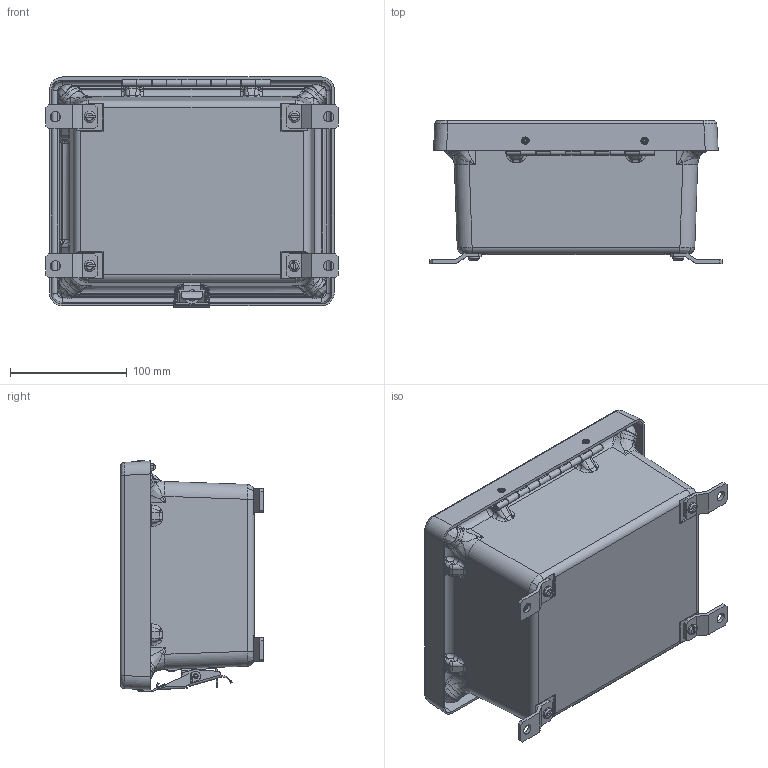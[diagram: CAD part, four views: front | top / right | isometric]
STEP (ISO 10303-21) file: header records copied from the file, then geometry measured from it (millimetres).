
FILE_DESCRIPTION (( 'STEP AP203' ), '1' );
FILE_NAME ('AM864L.step', '2014-04-09T12:24:58', ( 'admin' ), ( 'Microsoft' ), 'SwSTEP 2.0', 'SolidWorks 2014', '' );
FILE_SCHEMA (( 'CONFIG_CONTROL_DESIGN' ));
Length unit declared in the file: inch
Products named in the file (20): 621-06 hook316; 55-61812_92525A317; 621-05 Rivet (f)316; 60800 bottom leaf; 70-60864316; 60800 top leaf; WLGKEEPER316; pin; 678 D-40035_SMC PART; 70-60821-1; 60800; 677 D-40052; 55-1032516_PreviewCfg; 621-02  BASE316; 55-1032716_SL-PHMS 0.19-32x0.3125x0.3125-N; AM864L; 621-04 Rivet (f)316; WFOOT; 621-01 Lever316; 70-60511
Assembly tree (34 placements, depth 3):
  AM864L
    678 D-40035_SMC PART
    677 D-40052
    55-1032716_SL-PHMS 0.19-32x0.3125x0.3125-N  x4
    WFOOT  x4
    70-60511  x6
    55-61812_92525A317  x2
    60800
      60800 bottom leaf
      60800 top leaf
      pin
    70-60864316
      621-02  BASE316
      621-04 Rivet (f)316
      621-01 Lever316
      621-06 hook316
      621-05 Rivet (f)316
    WLGKEEPER316
    70-60821-1
    55-1032516_PreviewCfg  x4
Bounding box: 249.77 x 122.14 x 197.71 mm (x, y, z)
Volume: 728374.2 mm3; surface area: 448513.4 mm2
Topology: 32 solids, 32 shells, 2186 faces, 5451 edges, 3354 vertices
Faces by surface type: cylinder 769, plane 589, bspline 424, cone 288, torus 100, sphere 16
Entity records: 61673 total; most frequent: CARTESIAN_POINT 25164, ORIENTED_EDGE 7694, DIRECTION 6492, EDGE_CURVE 3847, AXIS2_PLACEMENT_3D 2429, VERTEX_POINT 2355, EDGE_LOOP 1690, LINE 1634
